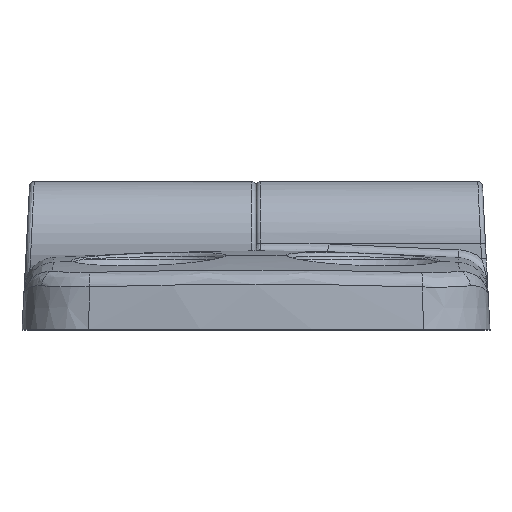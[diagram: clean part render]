
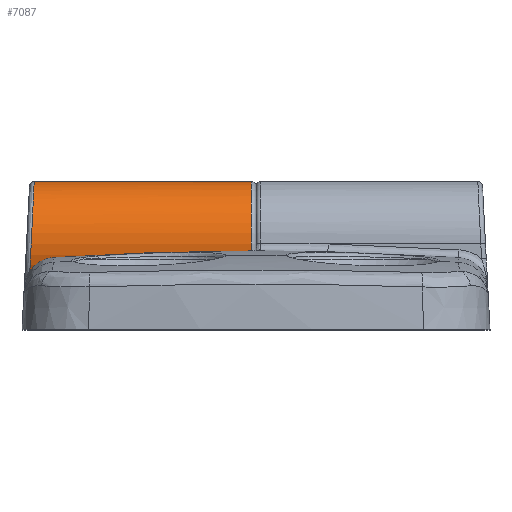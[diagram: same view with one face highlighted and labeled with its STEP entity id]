
A CAD part, top view. The second image highlights one B-rep face of the part: STEP entity #7087.
In plain terms, the highlighted cylindrical face has radius 4 mm (diameter 8 mm), a partial arc.
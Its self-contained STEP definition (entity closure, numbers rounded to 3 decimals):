
#241=CYLINDRICAL_SURFACE('',#7634,4.);
#313=LINE('',#11324,#716);
#314=LINE('',#11334,#717);
#315=LINE('',#11338,#718);
#316=LINE('',#11346,#719);
#716=VECTOR('',#8508,2.667);
#717=VECTOR('',#8509,8.938);
#718=VECTOR('',#8512,2.7);
#719=VECTOR('',#8515,9.788);
#1164=ELLIPSE('',#7635,4.005,4.);
#1231=B_SPLINE_CURVE_WITH_KNOTS('',3,(#10285,#10286,#10287,#10288,#10289,
#10290,#10291,#10292,#10293,#10294,#10295,#10296,#10297),.UNSPECIFIED.,
 .F.,.F.,(4,3,3,3,4),(0.,0.393,0.785,1.178,
1.571),.UNSPECIFIED.);
#1273=B_SPLINE_CURVE_WITH_KNOTS('',3,(#11305,#11306,#11307,#11308,#11309,
#11310,#11311,#11312,#11313,#11314,#11315,#11316,#11317,#11318,#11319,#11320),
 .UNSPECIFIED.,.F.,.F.,(4,3,3,3,3,4),(4.712,4.989,
5.31,5.623,5.941,6.283),
 .UNSPECIFIED.);
#1274=B_SPLINE_CURVE_WITH_KNOTS('',3,(#11326,#11327,#11328,#11329,#11330,
#11331,#11332),.UNSPECIFIED.,.F.,.F.,(4,3,4),(2.925,3.298,
3.665),.UNSPECIFIED.);
#1275=B_SPLINE_CURVE_WITH_KNOTS('',3,(#11342,#11343,#11344,#11345),
 .UNSPECIFIED.,.F.,.F.,(4,4),(0.,0.004),.UNSPECIFIED.);
#1693=FACE_OUTER_BOUND('',#2178,.T.);
#2178=EDGE_LOOP('',(#4943,#4944,#4945,#4946,#4947,#4948,#4949,#4950,#4951,
#4952,#4953));
#2689=CIRCLE('',#7636,4.);
#2690=CIRCLE('',#7637,4.);
#3016=VERTEX_POINT('',#10282);
#3017=VERTEX_POINT('',#10284);
#3139=VERTEX_POINT('',#11304);
#3140=VERTEX_POINT('',#11321);
#3141=VERTEX_POINT('',#11323);
#3142=VERTEX_POINT('',#11325);
#3143=VERTEX_POINT('',#11333);
#3144=VERTEX_POINT('',#11335);
#3145=VERTEX_POINT('',#11337);
#3146=VERTEX_POINT('',#11339);
#3147=VERTEX_POINT('',#11341);
#3690=EDGE_CURVE('',#3016,#3017,#1231,.T.);
#3814=EDGE_CURVE('',#3139,#3016,#1273,.T.);
#3815=EDGE_CURVE('',#3140,#3139,#1164,.T.);
#3816=EDGE_CURVE('',#3140,#3141,#313,.T.);
#3817=EDGE_CURVE('',#3142,#3141,#1274,.T.);
#3818=EDGE_CURVE('',#3142,#3143,#314,.T.);
#3819=EDGE_CURVE('',#3144,#3143,#2689,.T.);
#3820=EDGE_CURVE('',#3144,#3145,#315,.T.);
#3821=EDGE_CURVE('',#3146,#3145,#2690,.T.);
#3822=EDGE_CURVE('',#3147,#3146,#1275,.T.);
#3823=EDGE_CURVE('',#3017,#3147,#316,.T.);
#4943=ORIENTED_EDGE('',*,*,#3814,.F.);
#4944=ORIENTED_EDGE('',*,*,#3815,.F.);
#4945=ORIENTED_EDGE('',*,*,#3816,.T.);
#4946=ORIENTED_EDGE('',*,*,#3817,.F.);
#4947=ORIENTED_EDGE('',*,*,#3818,.T.);
#4948=ORIENTED_EDGE('',*,*,#3819,.F.);
#4949=ORIENTED_EDGE('',*,*,#3820,.T.);
#4950=ORIENTED_EDGE('',*,*,#3821,.F.);
#4951=ORIENTED_EDGE('',*,*,#3822,.F.);
#4952=ORIENTED_EDGE('',*,*,#3823,.F.);
#4953=ORIENTED_EDGE('',*,*,#3690,.F.);
#7087=ADVANCED_FACE('',(#1693),#241,.T.);
#7634=AXIS2_PLACEMENT_3D('',#11303,#8504,#8505);
#7635=AXIS2_PLACEMENT_3D('',#11322,#8506,#8507);
#7636=AXIS2_PLACEMENT_3D('',#11336,#8510,#8511);
#7637=AXIS2_PLACEMENT_3D('',#11340,#8513,#8514);
#8504=DIRECTION('center_axis',(1.,0.,0.));
#8505=DIRECTION('ref_axis',(0.,0.,1.));
#8506=DIRECTION('center_axis',(-0.999,0.048,0.));
#8507=DIRECTION('ref_axis',(0.048,0.999,0.));
#8508=DIRECTION('',(1.,0.,0.));
#8509=DIRECTION('',(1.,0.,0.));
#8510=DIRECTION('center_axis',(1.,0.,0.));
#8511=DIRECTION('ref_axis',(0.,0.,-1.));
#8512=DIRECTION('',(1.,0.,0.));
#8513=DIRECTION('center_axis',(1.,0.,0.));
#8514=DIRECTION('ref_axis',(0.,0.,-1.));
#8515=DIRECTION('',(1.,0.,0.));
#10282=CARTESIAN_POINT('',(-14.217,9.5,0.));
#10284=CARTESIAN_POINT('',(-14.411,5.5,-4.));
#10285=CARTESIAN_POINT('Ctrl Pts',(-14.217,9.5,0.));
#10286=CARTESIAN_POINT('Ctrl Pts',(-14.217,9.5,-0.524));
#10287=CARTESIAN_POINT('Ctrl Pts',(-14.222,9.396,-1.047));
#10288=CARTESIAN_POINT('Ctrl Pts',(-14.232,9.196,-1.531));
#10289=CARTESIAN_POINT('Ctrl Pts',(-14.242,8.995,-2.014));
#10290=CARTESIAN_POINT('Ctrl Pts',(-14.256,8.699,-2.458));
#10291=CARTESIAN_POINT('Ctrl Pts',(-14.274,8.328,-2.828));
#10292=CARTESIAN_POINT('Ctrl Pts',(-14.292,7.958,-3.199));
#10293=CARTESIAN_POINT('Ctrl Pts',(-14.314,7.514,-3.495));
#10294=CARTESIAN_POINT('Ctrl Pts',(-14.337,7.031,-3.696));
#10295=CARTESIAN_POINT('Ctrl Pts',(-14.361,6.547,-3.896));
#10296=CARTESIAN_POINT('Ctrl Pts',(-14.386,6.024,-4.));
#10297=CARTESIAN_POINT('Ctrl Pts',(-14.411,5.5,-4.));
#11303=CARTESIAN_POINT('Origin',(-15.,5.5,0.));
#11304=CARTESIAN_POINT('',(-14.411,5.5,4.));
#11305=CARTESIAN_POINT('Ctrl Pts',(-14.411,5.5,4.));
#11306=CARTESIAN_POINT('Ctrl Pts',(-14.395,5.832,4.));
#11307=CARTESIAN_POINT('Ctrl Pts',(-14.378,6.184,3.958));
#11308=CARTESIAN_POINT('Ctrl Pts',(-14.361,6.535,3.864));
#11309=CARTESIAN_POINT('Ctrl Pts',(-14.341,6.944,3.754));
#11310=CARTESIAN_POINT('Ctrl Pts',(-14.322,7.351,3.574));
#11311=CARTESIAN_POINT('Ctrl Pts',(-14.304,7.722,3.326));
#11312=CARTESIAN_POINT('Ctrl Pts',(-14.286,8.083,3.085));
#11313=CARTESIAN_POINT('Ctrl Pts',(-14.27,8.408,2.781));
#11314=CARTESIAN_POINT('Ctrl Pts',(-14.258,8.673,2.435));
#11315=CARTESIAN_POINT('Ctrl Pts',(-14.244,8.944,2.083));
#11316=CARTESIAN_POINT('Ctrl Pts',(-14.234,9.151,1.688));
#11317=CARTESIAN_POINT('Ctrl Pts',(-14.228,9.288,1.286));
#11318=CARTESIAN_POINT('Ctrl Pts',(-14.221,9.435,0.853));
#11319=CARTESIAN_POINT('Ctrl Pts',(-14.217,9.5,0.411));
#11320=CARTESIAN_POINT('Ctrl Pts',(-14.217,9.5,0.));
#11321=CARTESIAN_POINT('',(-14.579,2.036,2.));
#11322=CARTESIAN_POINT('Origin',(-14.411,5.5,0.));
#11323=CARTESIAN_POINT('',(-11.912,2.036,2.));
#11324=CARTESIAN_POINT('',(-15.,2.036,2.));
#11325=CARTESIAN_POINT('',(-11.938,1.593,-0.858));
#11326=CARTESIAN_POINT('Ctrl Pts',(-11.938,1.593,-0.858));
#11327=CARTESIAN_POINT('Ctrl Pts',(-11.944,1.489,-0.384));
#11328=CARTESIAN_POINT('Ctrl Pts',(-11.945,1.471,0.126));
#11329=CARTESIAN_POINT('Ctrl Pts',(-11.941,1.549,0.621));
#11330=CARTESIAN_POINT('Ctrl Pts',(-11.936,1.626,1.111));
#11331=CARTESIAN_POINT('Ctrl Pts',(-11.926,1.796,1.585));
#11332=CARTESIAN_POINT('Ctrl Pts',(-11.912,2.036,2.));
#11333=CARTESIAN_POINT('',(-3.,1.593,-0.858));
#11334=CARTESIAN_POINT('',(-22.653,1.593,-0.858));
#11335=CARTESIAN_POINT('',(-3.,2.036,2.));
#11336=CARTESIAN_POINT('Origin',(-3.,5.5,0.));
#11337=CARTESIAN_POINT('',(-0.3,2.036,2.));
#11338=CARTESIAN_POINT('',(-15.,2.036,2.));
#11339=CARTESIAN_POINT('',(-0.3,5.544,-4.));
#11340=CARTESIAN_POINT('Origin',(-0.3,5.5,0.));
#11341=CARTESIAN_POINT('',(-4.623,5.5,-4.));
#11342=CARTESIAN_POINT('Ctrl Pts',(-4.623,5.5,-4.));
#11343=CARTESIAN_POINT('Ctrl Pts',(-3.182,5.53,-4.));
#11344=CARTESIAN_POINT('Ctrl Pts',(-1.741,5.543,-4.));
#11345=CARTESIAN_POINT('Ctrl Pts',(-0.3,5.544,-4.));
#11346=CARTESIAN_POINT('',(-15.,5.5,-4.));
